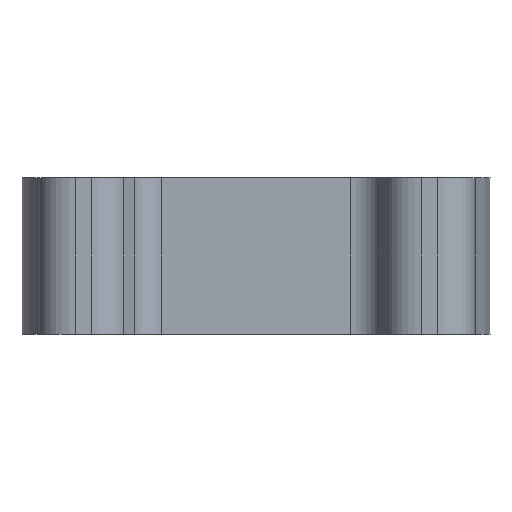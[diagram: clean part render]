
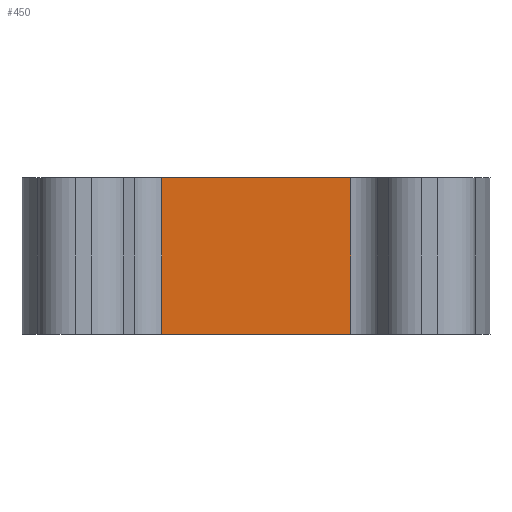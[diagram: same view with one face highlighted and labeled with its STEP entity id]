
A CAD part, front view. The second image highlights one B-rep face of the part: STEP entity #450.
In plain terms, the highlighted planar face has unit normal (0, -1, 0).
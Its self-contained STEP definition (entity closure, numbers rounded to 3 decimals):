
#272 = ORIENTED_EDGE ( 'NONE', *, *, #1469, .T. ) ;
#273 = ORIENTED_EDGE ( 'NONE', *, *, #1481, .F. ) ;
#274 = ORIENTED_EDGE ( 'NONE', *, *, #1491, .T. ) ;
#275 = ORIENTED_EDGE ( 'NONE', *, *, #1480, .T. ) ;
#339 = EDGE_LOOP ( 'NONE', ( #275, #274, #273, #272 ) ) ;
#450 = ADVANCED_FACE ( 'NONE', ( #1650 ), #701, .F. ) ;
#698 = DIRECTION ( 'NONE',  ( 0., 0., 1. ) ) ;
#699 = DIRECTION ( 'NONE',  ( 0., 1., 0. ) ) ;
#701 = PLANE ( 'NONE',  #1534 ) ;
#702 = CARTESIAN_POINT ( 'NONE',  ( -30.226, -53., 56. ) ) ;
#851 = VERTEX_POINT ( 'NONE', #2464 ) ;
#945 = VERTEX_POINT ( 'NONE', #2546 ) ;
#957 = VERTEX_POINT ( 'NONE', #2552 ) ;
#958 = VERTEX_POINT ( 'NONE', #2554 ) ;
#1469 = EDGE_CURVE ( 'NONE', #851, #957, #1930, .T. ) ;
#1480 = EDGE_CURVE ( 'NONE', #957, #958, #1949, .T. ) ;
#1481 = EDGE_CURVE ( 'NONE', #851, #945, #1951, .T. ) ;
#1491 = EDGE_CURVE ( 'NONE', #958, #945, #1956, .T. ) ;
#1534 = AXIS2_PLACEMENT_3D ( 'NONE', #702, #699, #698 ) ;
#1650 = FACE_OUTER_BOUND ( 'NONE', #339, .T. ) ;
#1930 = LINE ( 'NONE', #2353, #1931 ) ;
#1931 = VECTOR ( 'NONE', #2348, 1000. ) ;
#1949 = LINE ( 'NONE', #2159, #1950 ) ;
#1950 = VECTOR ( 'NONE', #2158, 1000. ) ;
#1951 = LINE ( 'NONE', #2157, #1952 ) ;
#1952 = VECTOR ( 'NONE', #2156, 1000. ) ;
#1956 = LINE ( 'NONE', #2192, #1957 ) ;
#1957 = VECTOR ( 'NONE', #2190, 1000. ) ;
#2156 = DIRECTION ( 'NONE',  ( 0., 0., -1. ) ) ;
#2157 = CARTESIAN_POINT ( 'NONE',  ( 30.226, -53., 56. ) ) ;
#2158 = DIRECTION ( 'NONE',  ( 0., 0., -1. ) ) ;
#2159 = CARTESIAN_POINT ( 'NONE',  ( -30.226, -53., 56. ) ) ;
#2190 = DIRECTION ( 'NONE',  ( 1., 0., 0. ) ) ;
#2192 = CARTESIAN_POINT ( 'NONE',  ( -30.226, -53., 3. ) ) ;
#2348 = DIRECTION ( 'NONE',  ( -1., 0., 0. ) ) ;
#2353 = CARTESIAN_POINT ( 'NONE',  ( -30.226, -53., 53. ) ) ;
#2464 = CARTESIAN_POINT ( 'NONE',  ( 30.226, -53., 53. ) ) ;
#2546 = CARTESIAN_POINT ( 'NONE',  ( 30.226, -53., 3. ) ) ;
#2552 = CARTESIAN_POINT ( 'NONE',  ( -30.226, -53., 53. ) ) ;
#2554 = CARTESIAN_POINT ( 'NONE',  ( -30.226, -53., 3. ) ) ;
